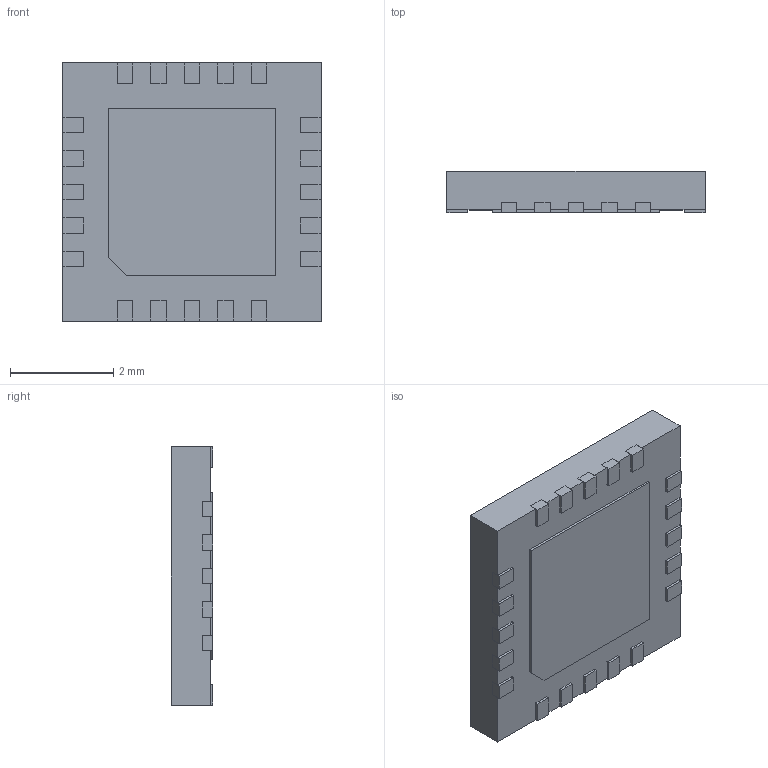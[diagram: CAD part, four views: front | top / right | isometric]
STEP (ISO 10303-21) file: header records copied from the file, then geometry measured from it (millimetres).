
FILE_DESCRIPTION (( 'STEP AP214' ), '1' );
FILE_NAME ('T2055+5.STEP', '2020-11-26T10:39:06', ( '' ), ( '' ), 'SwSTEP 2.0', 'SolidWorks 2018', '' );
FILE_SCHEMA (( 'AUTOMOTIVE_DESIGN' ));
Length unit declared in the file: millimetre
Products named in the file (1): T2055+5
Bounding box: 5 x 0.8 x 5 mm (x, y, z)
Volume: 19.4 mm3; surface area: 103.8 mm2
Topology: 23 solids, 23 shells, 226 faces, 534 edges, 356 vertices
Faces by surface type: plane 222, cylinder 4
Entity records: 6598 total; most frequent: CARTESIAN_POINT 1117, ORIENTED_EDGE 1068, DIRECTION 996, EDGE_CURVE 534, LINE 526, VECTOR 526, VERTEX_POINT 356, AXIS2_PLACEMENT_3D 235
